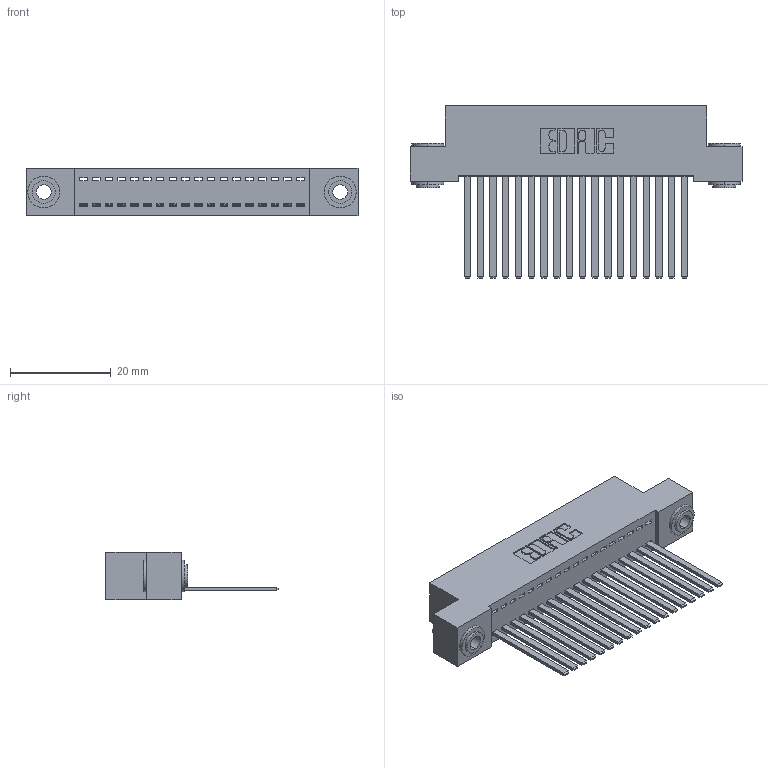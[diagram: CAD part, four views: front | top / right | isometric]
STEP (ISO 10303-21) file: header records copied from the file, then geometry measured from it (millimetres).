
FILE_DESCRIPTION (( 'STEP AP203' ), '1' );
FILE_NAME ('392-018-544-103.STEP', '2019-10-07T04:16:12', ( '' ), ( '' ), 'SwSTEP 2.0', 'SolidWorks 2016', '' );
FILE_SCHEMA (( 'CONFIG_CONTROL_DESIGN' ));
Length unit declared in the file: inch
Products named in the file (4): 392-018-544-103; 342 Part_.156 TH; 345-292-001_345-293-144; 342-250-002_345-250-002-102
Assembly tree (21 placements, depth 2):
  392-018-544-103
    342 Part_.156 TH
    345-292-001_345-293-144  x18
    342-250-002_345-250-002-102  x2
Bounding box: 66.04 x 34.3 x 9.4 mm (x, y, z)
Volume: 5933.3 mm3; surface area: 9084.1 mm2
Topology: 21 solids, 21 shells, 1084 faces, 3219 edges, 2118 vertices
Faces by surface type: plane 760, cylinder 316, cone 8
Entity records: 14442 total; most frequent: CARTESIAN_POINT 2471, ORIENTED_EDGE 2418, DIRECTION 2163, EDGE_CURVE 1209, VECTOR 1061, LINE 1061, VERTEX_POINT 802, AXIS2_PLACEMENT_3D 551
